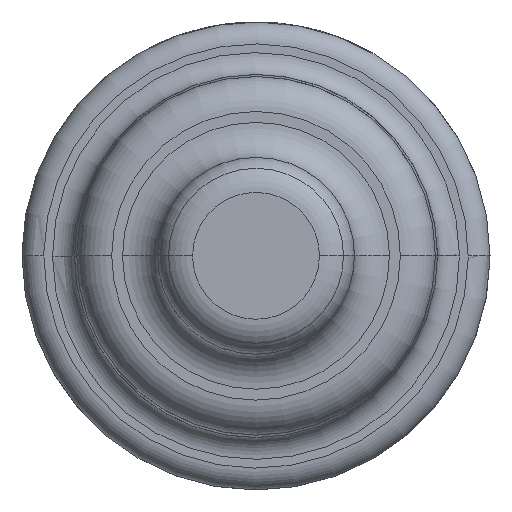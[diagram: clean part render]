
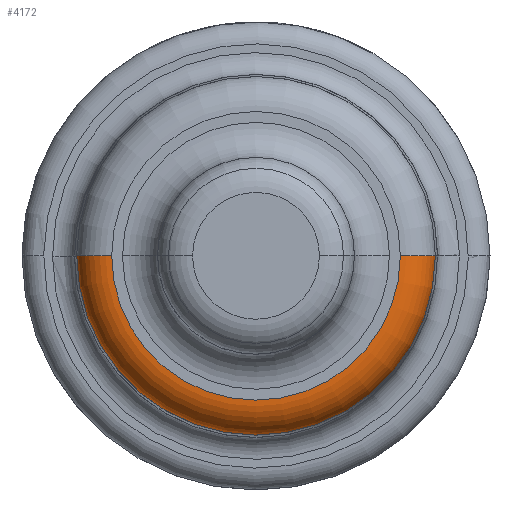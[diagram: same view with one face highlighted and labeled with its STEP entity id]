
A CAD part, front view. The second image highlights one B-rep face of the part: STEP entity #4172.
In plain terms, the highlighted toroidal (fillet/blend) face has major radius 3.3 mm and minor radius 0.8 mm.
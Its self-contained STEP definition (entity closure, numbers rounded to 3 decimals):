
#3534=CARTESIAN_POINT('',(0.,10.261,0.));
#3535=DIRECTION('',(0.,-1.,0.));
#3536=DIRECTION('',(1.,0.,-0.005));
#3537=AXIS2_PLACEMENT_3D('',#3534,#3535,#3536);
#3542=CARTESIAN_POINT('',(0.,11.061,0.));
#3543=DIRECTION('',(0.,1.,0.));
#3544=DIRECTION('',(1.,0.,0.));
#3545=AXIS2_PLACEMENT_3D('',#3542,#3543,#3544);
#3550=CARTESIAN_POINT('',(0.,11.061,0.));
#3551=DIRECTION('',(0.,1.,0.));
#3552=DIRECTION('',(1.,0.,-0.005));
#3553=AXIS2_PLACEMENT_3D('',#3550,#3551,#3552);
#3558=CARTESIAN_POINT('',(-3.3,11.061,0.));
#3559=DIRECTION('',(0.,0.,1.));
#3560=DIRECTION('',(-1.,0.,0.));
#3561=AXIS2_PLACEMENT_3D('',#3558,#3559,#3560);
#3566=CARTESIAN_POINT('',(0.,10.261,0.));
#3567=DIRECTION('',(0.,1.,0.));
#3568=DIRECTION('',(1.,0.,-0.005));
#3569=AXIS2_PLACEMENT_3D('',#3566,#3567,#3568);
#3622=CARTESIAN_POINT('',(3.3,11.061,0.));
#3623=DIRECTION('',(0.,0.,-1.));
#3624=DIRECTION('',(1.,0.,0.));
#3625=AXIS2_PLACEMENT_3D('',#3622,#3623,#3624);
#4036=CARTESIAN_POINT('',(-4.1,11.061,0.));
#4037=VERTEX_POINT('',#4036);
#4038=CARTESIAN_POINT('',(4.1,11.061,0.));
#4039=VERTEX_POINT('',#4038);
#4042=CARTESIAN_POINT('',(4.1,11.061,
-0.022));
#4043=VERTEX_POINT('',#4042);
#4044=CARTESIAN_POINT('',(3.3,10.261,
-0.018));
#4045=CARTESIAN_POINT('',(-3.3,10.261,0.));
#4046=VERTEX_POINT('',#4044);
#4047=VERTEX_POINT('',#4045);
#4048=CARTESIAN_POINT('',(3.3,10.261,0.));
#4049=VERTEX_POINT('',#4048);
#4155=CARTESIAN_POINT('',(0.,11.061,0.));
#4156=DIRECTION('',(0.,-1.,0.));
#4157=DIRECTION('',(-1.,0.,0.005));
#4158=AXIS2_PLACEMENT_3D('',#4155,#4156,#4157);
#4159=TOROIDAL_SURFACE('',#4158,3.3,0.8);
#4161=ORIENTED_EDGE('',*,*,#4160,.F.);
#4163=ORIENTED_EDGE('',*,*,#4162,.T.);
#4165=ORIENTED_EDGE('',*,*,#4164,.F.);
#4166=ORIENTED_EDGE('',*,*,#4141,.T.);
#4167=ORIENTED_EDGE('',*,*,#4139,.T.);
#4169=ORIENTED_EDGE('',*,*,#4168,.T.);
#4170=EDGE_LOOP('',(#4161,#4163,#4165,#4166,#4167,#4169));
#4171=FACE_OUTER_BOUND('',#4170,.F.);
#3538=CIRCLE('',#3537,3.3);
#3546=CIRCLE('',#3545,4.1);
#3554=CIRCLE('',#3553,4.1);
#3562=CIRCLE('',#3561,0.8);
#3570=CIRCLE('',#3569,3.3);
#3626=CIRCLE('',#3625,0.8);
#4139=EDGE_CURVE('',#4043,#4037,#3554,.T.);
#4141=EDGE_CURVE('',#4039,#4043,#3546,.T.);
#4160=EDGE_CURVE('',#4046,#4047,#3570,.T.);
#4162=EDGE_CURVE('',#4046,#4049,#3538,.T.);
#4164=EDGE_CURVE('',#4039,#4049,#3626,.T.);
#4168=EDGE_CURVE('',#4037,#4047,#3562,.T.);
#4172=ADVANCED_FACE('',(#4171),#4159,.T.);
